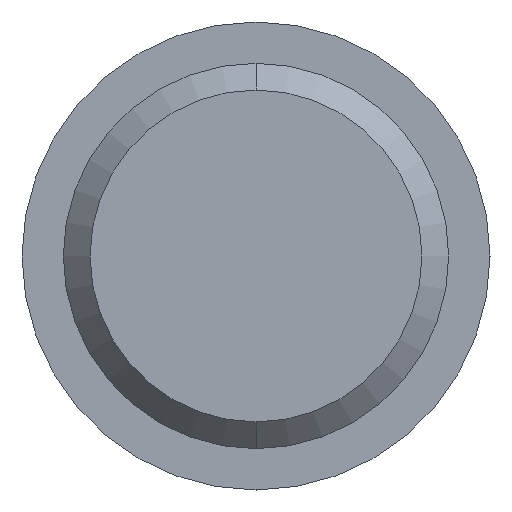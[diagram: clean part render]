
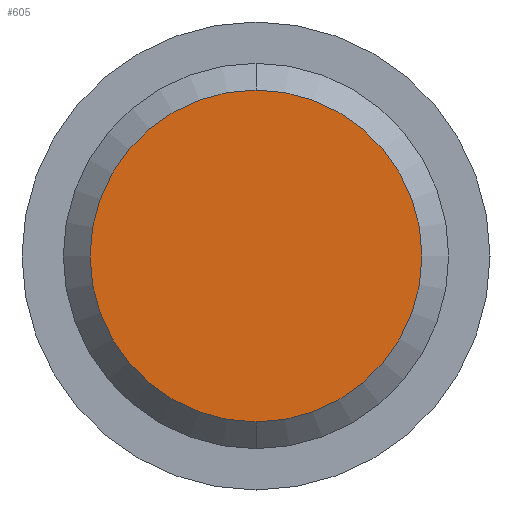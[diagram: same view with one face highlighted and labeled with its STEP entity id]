
A CAD part, front view. The second image highlights one B-rep face of the part: STEP entity #605.
In plain terms, the highlighted planar face has unit normal (0, -1, 0).
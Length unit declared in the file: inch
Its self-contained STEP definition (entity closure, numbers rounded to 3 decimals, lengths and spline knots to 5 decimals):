
#14 = AXIS2_PLACEMENT_3D ( 'NONE', #667, #609, #551 ) ;
#81 = VERTEX_POINT ( 'NONE', #695 ) ;
#82 = EDGE_LOOP ( 'NONE', ( #170, #230 ) ) ;
#92 = CIRCLE ( 'NONE', #14, 0.03014 ) ;
#104 = CARTESIAN_POINT ( 'NONE',  ( 0., 0., 0. ) ) ;
#107 = VERTEX_POINT ( 'NONE', #630 ) ;
#122 = DIRECTION ( 'NONE',  ( 0., 1., 0. ) ) ;
#165 = DIRECTION ( 'NONE',  ( 0., -1., 0. ) ) ;
#170 = ORIENTED_EDGE ( 'NONE', *, *, #587, .T. ) ;
#174 = EDGE_CURVE ( 'NONE', #81, #107, #510, .T. ) ;
#187 = DIRECTION ( 'NONE',  ( 0., 0., 1. ) ) ;
#215 = AXIS2_PLACEMENT_3D ( 'NONE', #104, #165, #640 ) ;
#230 = ORIENTED_EDGE ( 'NONE', *, *, #174, .T. ) ;
#265 = AXIS2_PLACEMENT_3D ( 'NONE', #337, #122, #187 ) ;
#337 = CARTESIAN_POINT ( 'NONE',  ( 0., 0., 0. ) ) ;
#360 = FACE_OUTER_BOUND ( 'NONE', #82, .T. ) ;
#455 = PLANE ( 'NONE',  #265 ) ;
#510 = CIRCLE ( 'NONE', #215, 0.03014 ) ;
#551 = DIRECTION ( 'NONE',  ( 0., 0., -1. ) ) ;
#587 = EDGE_CURVE ( 'NONE', #107, #81, #92, .T. ) ;
#605 = ADVANCED_FACE ( 'NONE', ( #360 ), #455, .F. ) ;
#609 = DIRECTION ( 'NONE',  ( 0., -1., 0. ) ) ;
#630 = CARTESIAN_POINT ( 'NONE',  ( 0., 0., 0.03014 ) ) ;
#640 = DIRECTION ( 'NONE',  ( 0., 0., -1. ) ) ;
#667 = CARTESIAN_POINT ( 'NONE',  ( 0., 0., 0. ) ) ;
#695 = CARTESIAN_POINT ( 'NONE',  ( 0., 0., -0.03014 ) ) ;
